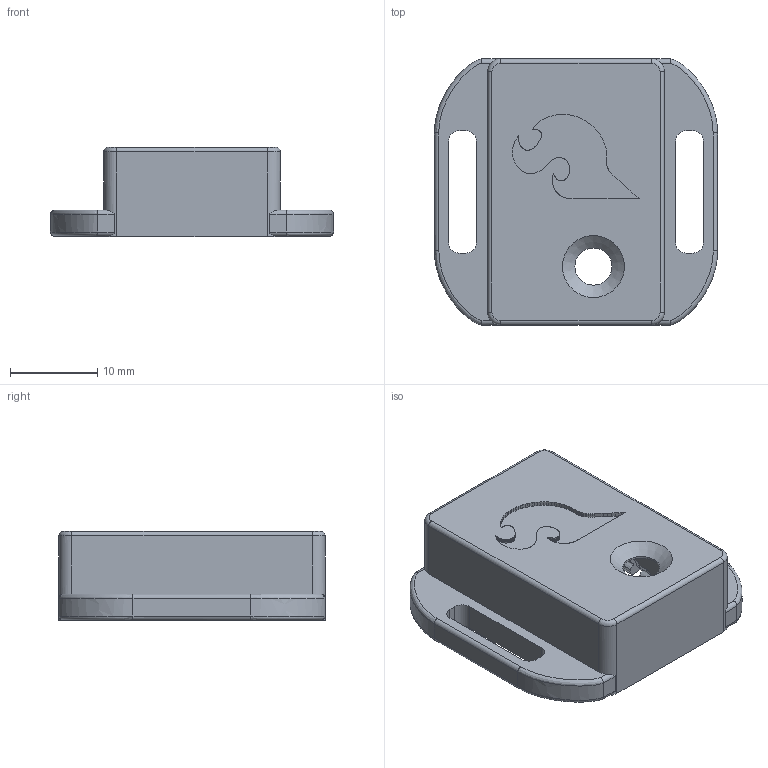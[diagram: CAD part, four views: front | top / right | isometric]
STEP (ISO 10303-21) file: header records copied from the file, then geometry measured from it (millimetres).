
FILE_DESCRIPTION(('FreeCAD Model'),'2;1');
FILE_NAME('Open CASCADE Shape Model','2025-03-20T11:42:31',(''),(''), 'Open CASCADE STEP processor 7.6','FreeCAD','Unknown');
FILE_SCHEMA(('AUTOMOTIVE_DESIGN { 1 0 10303 214 1 1 1 1 }'));
Length unit declared in the file: millimetre
Products named in the file (1): HMV080_Enclosure_Outer_Shell_001
Bounding box: 32.4 x 30.51 x 10.2 mm (x, y, z)
Volume: 2931.2 mm3; surface area: 3633.1 mm2
Topology: 1 solids, 1 shells, 512 faces, 1491 edges, 979 vertices
Faces by surface type: extrusion 368, plane 88, cylinder 33, bspline 9, revolution 8, torus 5, cone 1
Full cylindrical faces by diameter (mm): 4.258 x1
Entity records: 25185 total; most frequent: CARTESIAN_POINT 13236, ORIENTED_EDGE 2966, EDGE_CURVE 1483, DIRECTION 1391, B_SPLINE_CURVE_WITH_KNOTS 1158, VECTOR 987, VERTEX_POINT 979, LINE 619
